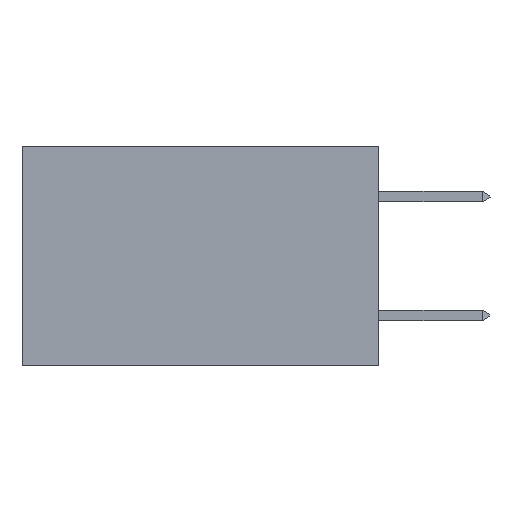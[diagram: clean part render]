
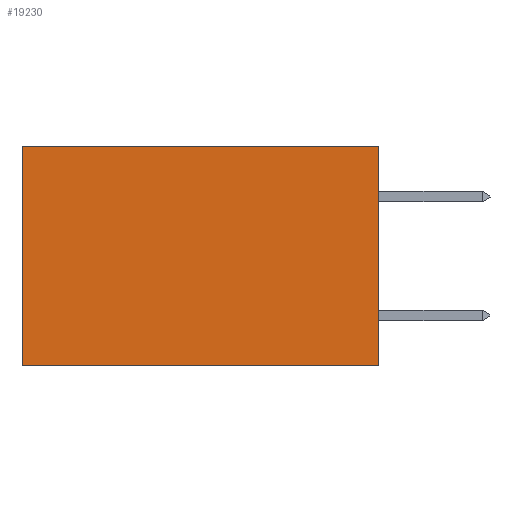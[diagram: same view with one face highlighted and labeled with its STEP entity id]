
A CAD part, left-side view. The second image highlights one B-rep face of the part: STEP entity #19230.
In plain terms, the highlighted planar face has unit normal (-1, 0, 0).
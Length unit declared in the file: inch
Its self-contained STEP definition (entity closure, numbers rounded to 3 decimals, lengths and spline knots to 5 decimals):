
#118 = CARTESIAN_POINT ( 'NONE',  ( 0.298, 0.6, 0. ) ) ;
#673 = EDGE_CURVE ( 'NONE', #5054, #18591, #13489, .T. ) ;
#952 = ORIENTED_EDGE ( 'NONE', *, *, #673, .T. ) ;
#1586 = ORIENTED_EDGE ( 'NONE', *, *, #11761, .F. ) ;
#2011 = CARTESIAN_POINT ( 'NONE',  ( 0.298, 0., -0.37 ) ) ;
#2817 = LINE ( 'NONE', #10090, #7455 ) ;
#3852 = VECTOR ( 'NONE', #18868, 39.37008 ) ;
#5054 = VERTEX_POINT ( 'NONE', #12584 ) ;
#5679 = PLANE ( 'NONE',  #10667 ) ;
#6275 = CARTESIAN_POINT ( 'NONE',  ( 0.298, 0., 0. ) ) ;
#6450 = CARTESIAN_POINT ( 'NONE',  ( 0.298, 0., -0.37 ) ) ;
#7455 = VECTOR ( 'NONE', #11770, 39.37008 ) ;
#7461 = CARTESIAN_POINT ( 'NONE',  ( 0.298, 0., 0. ) ) ;
#9035 = VECTOR ( 'NONE', #19133, 39.37008 ) ;
#9168 = DIRECTION ( 'NONE',  ( 0., 0., -1. ) ) ;
#9453 = CARTESIAN_POINT ( 'NONE',  ( 0.298, 0., 0. ) ) ;
#10090 = CARTESIAN_POINT ( 'NONE',  ( 0.298, 0., 0. ) ) ;
#10667 = AXIS2_PLACEMENT_3D ( 'NONE', #7461, #19327, #9168 ) ;
#11761 = EDGE_CURVE ( 'NONE', #20066, #18591, #18041, .T. ) ;
#11770 = DIRECTION ( 'NONE',  ( 0., 0., -1. ) ) ;
#12466 = EDGE_LOOP ( 'NONE', ( #952, #1586, #20017, #14538 ) ) ;
#12584 = CARTESIAN_POINT ( 'NONE',  ( 0.298, 0.6, 0. ) ) ;
#13271 = VERTEX_POINT ( 'NONE', #9453 ) ;
#13489 = LINE ( 'NONE', #118, #3852 ) ;
#14098 = EDGE_CURVE ( 'NONE', #13271, #5054, #17409, .T. ) ;
#14538 = ORIENTED_EDGE ( 'NONE', *, *, #14098, .T. ) ;
#15873 = CARTESIAN_POINT ( 'NONE',  ( 0.298, 0.6, -0.37 ) ) ;
#17409 = LINE ( 'NONE', #6275, #21377 ) ;
#18041 = LINE ( 'NONE', #2011, #9035 ) ;
#18591 = VERTEX_POINT ( 'NONE', #15873 ) ;
#18868 = DIRECTION ( 'NONE',  ( 0., 0., -1. ) ) ;
#19133 = DIRECTION ( 'NONE',  ( 0., 1., 0. ) ) ;
#19230 = ADVANCED_FACE ( 'NONE', ( #19728 ), #5679, .F. ) ;
#19327 = DIRECTION ( 'NONE',  ( 1., 0., 0. ) ) ;
#19728 = FACE_OUTER_BOUND ( 'NONE', #12466, .T. ) ;
#19881 = DIRECTION ( 'NONE',  ( 0., 1., 0. ) ) ;
#20017 = ORIENTED_EDGE ( 'NONE', *, *, #21367, .F. ) ;
#20066 = VERTEX_POINT ( 'NONE', #6450 ) ;
#21367 = EDGE_CURVE ( 'NONE', #13271, #20066, #2817, .T. ) ;
#21377 = VECTOR ( 'NONE', #19881, 39.37008 ) ;
